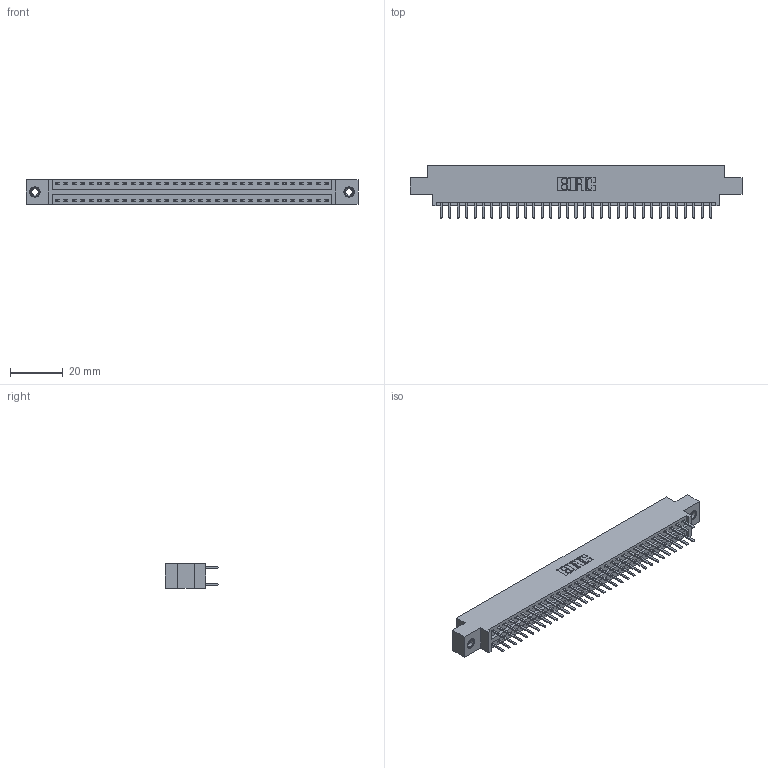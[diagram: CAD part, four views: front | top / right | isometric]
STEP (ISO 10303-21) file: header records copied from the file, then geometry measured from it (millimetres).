
FILE_DESCRIPTION (( 'STEP AP203' ), '1' );
FILE_NAME ('396-066-520-807.STEP', '2018-09-08T18:33:14', ( '' ), ( '' ), 'SwSTEP 2.0', 'SolidWorks 2016', '' );
FILE_SCHEMA (( 'CONFIG_CONTROL_DESIGN' ));
Length unit declared in the file: inch
Products named in the file (4): 346 Part_0.170 Offset - 0.156 Dia-TI; 345-292-001_345-293-120; 345-250-001_345-250-005-103; 396-066-520-807
Assembly tree (69 placements, depth 2):
  396-066-520-807
    346 Part_0.170 Offset - 0.156 Dia-TI
    345-292-001_345-293-120  x66
    345-250-001_345-250-005-103  x2
Bounding box: 125.35 x 20.02 x 9.4 mm (x, y, z)
Volume: 657.3 mm3; surface area: 16426.9 mm2
Topology: 68 solids, 69 shells, 3881 faces, 11235 edges, 7306 vertices
Faces by surface type: plane 2553, cylinder 1312, cone 12, torus 4
Entity records: 24180 total; most frequent: CARTESIAN_POINT 3995, ORIENTED_EDGE 3910, DIRECTION 3585, EDGE_CURVE 1955, VECTOR 1667, LINE 1667, VERTEX_POINT 1296, AXIS2_PLACEMENT_3D 959
